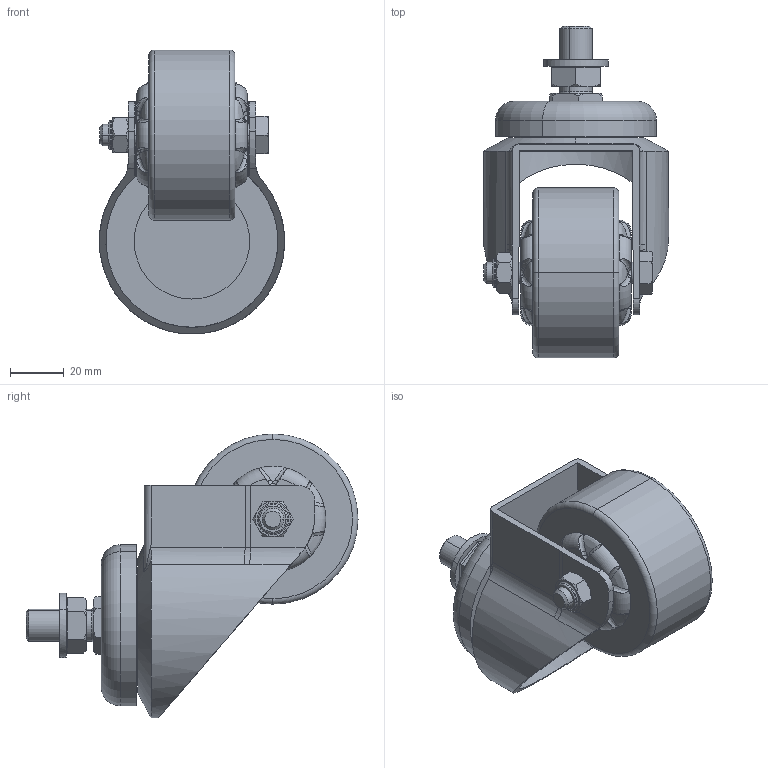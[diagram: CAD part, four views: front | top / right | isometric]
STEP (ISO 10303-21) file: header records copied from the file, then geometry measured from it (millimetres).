
FILE_DESCRIPTION (( 'STEP AP214' ), '1' );
FILE_NAME ('E49 Êîëåñî áåç òîðìîçà O65 Ì12õ25.step', '2026-03-23T10:38:29', ( '' ), ( '' ), 'SwSTEP 2.0', 'SolidWorks 2026', '' );
FILE_SCHEMA (( 'AUTOMOTIVE_DESIGN' ));
Length unit declared in the file: millimetre
Products named in the file (8): SNSD.30.50.70. Втулка(E49)_00; SNSD.30.50.70. Гайка(E49)_00; SNSD.30.50.70. Подшипниковый узел(E49)E45_00; SNSD.30.50.70. Гайка с фланцем(E49)_00; SNSD.30.50.70. Колесо(E49)_00; E49 Колесо без тормоза Ø65 М12х25; SNSD.30.50.70. Опора(E49)E45_й; SNSD.30.50.70. Болт(E49)_00
Assembly tree (7 placements, depth 2):
  E49 Колесо без тормоза Ø65 М12х25
    SNSD.30.50.70. Опора(E49)E45_й
    SNSD.30.50.70. Болт(E49)_00
    SNSD.30.50.70. Втулка(E49)_00
    SNSD.30.50.70. Гайка(E49)_00
    SNSD.30.50.70. Колесо(E49)_00
    SNSD.30.50.70. Гайка с фланцем(E49)_00
    SNSD.30.50.70. Подшипниковый узел(E49)E45_00
Bounding box: 68.9 x 123.5 x 105.64 mm (x, y, z)
Volume: 186272.3 mm3; surface area: 58370.4 mm2
Topology: 7 solids, 7 shells, 443 faces, 1193 edges, 775 vertices
Faces by surface type: plane 225, bspline 77, cylinder 61, cone 50, torus 30
Entity records: 18060 total; most frequent: CARTESIAN_POINT 7458, ORIENTED_EDGE 2386, DIRECTION 1848, EDGE_CURVE 1193, VERTEX_POINT 775, AXIS2_PLACEMENT_3D 706, EDGE_LOOP 468, ADVANCED_FACE 443
